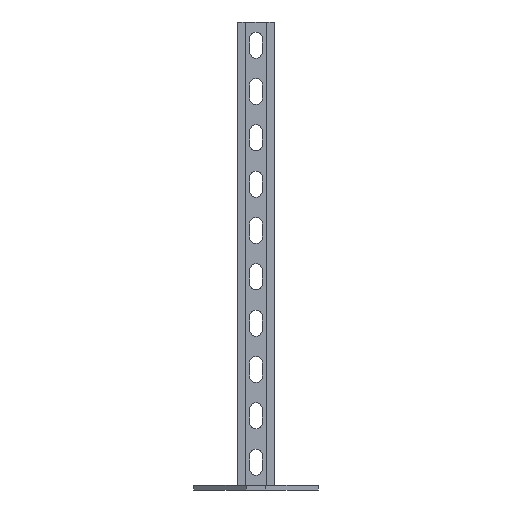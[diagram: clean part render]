
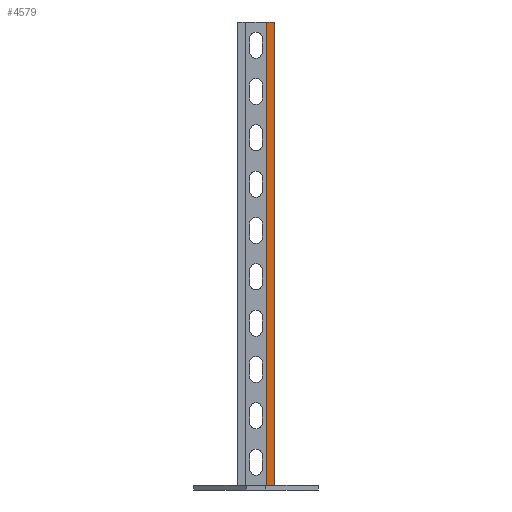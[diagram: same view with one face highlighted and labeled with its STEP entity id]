
A CAD part, front view. The second image highlights one B-rep face of the part: STEP entity #4579.
In plain terms, the highlighted face is planar.
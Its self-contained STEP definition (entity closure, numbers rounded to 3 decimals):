
#42 = EDGE_CURVE ( 'NONE', #7463, #450, #7106, .T. ) ;
#234 = ORIENTED_EDGE ( 'NONE', *, *, #6295, .F. ) ;
#255 = ORIENTED_EDGE ( 'NONE', *, *, #753, .T. ) ;
#450 = VERTEX_POINT ( 'NONE', #1916 ) ;
#639 = ORIENTED_EDGE ( 'NONE', *, *, #6293, .F. ) ;
#669 = DIRECTION ( 'NONE',  ( -1., 0., 0. ) ) ;
#753 = EDGE_CURVE ( 'NONE', #5356, #7195, #5325, .T. ) ;
#965 = DIRECTION ( 'NONE',  ( -1., 0., 0. ) ) ;
#988 = CARTESIAN_POINT ( 'NONE',  ( -20.5, 41., 0. ) ) ;
#1076 = VECTOR ( 'NONE', #4559, 1000. ) ;
#1108 = EDGE_CURVE ( 'NONE', #450, #6323, #3485, .T. ) ;
#1498 = CARTESIAN_POINT ( 'NONE',  ( -17.5, 41., 0. ) ) ;
#1792 = DIRECTION ( 'NONE',  ( 0., 0., -1. ) ) ;
#1916 = CARTESIAN_POINT ( 'NONE',  ( -11., 41., 500. ) ) ;
#1950 = CARTESIAN_POINT ( 'NONE',  ( -17.5, 41., 500. ) ) ;
#1957 = PLANE ( 'NONE',  #2979 ) ;
#2129 = VERTEX_POINT ( 'NONE', #5338 ) ;
#2137 = CARTESIAN_POINT ( 'NONE',  ( -14., 41., 500. ) ) ;
#2152 = CARTESIAN_POINT ( 'NONE',  ( -11., 41., 500. ) ) ;
#2186 = CARTESIAN_POINT ( 'NONE',  ( -11., 41., 500. ) ) ;
#2187 = VECTOR ( 'NONE', #669, 1000. ) ;
#2189 = VECTOR ( 'NONE', #965, 1000. ) ;
#2427 = EDGE_CURVE ( 'NONE', #2129, #6323, #7154, .T. ) ;
#2524 = CARTESIAN_POINT ( 'NONE',  ( -11., 41., 0. ) ) ;
#2528 = DIRECTION ( 'NONE',  ( 0., -1., 0. ) ) ;
#2590 = CARTESIAN_POINT ( 'NONE',  ( -20.5, 41., 500. ) ) ;
#2823 = DIRECTION ( 'NONE',  ( -1., 0., 0. ) ) ;
#2979 = AXIS2_PLACEMENT_3D ( 'NONE', #6118, #2528, #3794 ) ;
#3084 = VECTOR ( 'NONE', #6330, 1000. ) ;
#3327 = VERTEX_POINT ( 'NONE', #4446 ) ;
#3485 = LINE ( 'NONE', #2186, #4784 ) ;
#3705 = EDGE_CURVE ( 'NONE', #7463, #3327, #6249, .T. ) ;
#3794 = DIRECTION ( 'NONE',  ( 1., 0., 0. ) ) ;
#3901 = CARTESIAN_POINT ( 'NONE',  ( -17.5, 41., 0. ) ) ;
#4206 = CARTESIAN_POINT ( 'NONE',  ( -17.5, 41., 500. ) ) ;
#4446 = CARTESIAN_POINT ( 'NONE',  ( -17.5, 41., 500. ) ) ;
#4474 = EDGE_LOOP ( 'NONE', ( #5017, #255, #639, #234, #7358, #5112, #7019, #6390 ) ) ;
#4548 = DIRECTION ( 'NONE',  ( 1., 0., 0. ) ) ;
#4559 = DIRECTION ( 'NONE',  ( -1., 0., 0. ) ) ;
#4579 = ADVANCED_FACE ( 'NONE', ( #4856 ), #1957, .F. ) ;
#4784 = VECTOR ( 'NONE', #5757, 1000. ) ;
#4856 = FACE_OUTER_BOUND ( 'NONE', #4474, .T. ) ;
#5017 = ORIENTED_EDGE ( 'NONE', *, *, #5495, .T. ) ;
#5066 = LINE ( 'NONE', #6377, #5812 ) ;
#5112 = ORIENTED_EDGE ( 'NONE', *, *, #42, .T. ) ;
#5248 = VECTOR ( 'NONE', #4548, 1000. ) ;
#5325 = LINE ( 'NONE', #988, #2189 ) ;
#5338 = CARTESIAN_POINT ( 'NONE',  ( -14., 41., 0. ) ) ;
#5356 = VERTEX_POINT ( 'NONE', #1498 ) ;
#5495 = EDGE_CURVE ( 'NONE', #2129, #5356, #5066, .T. ) ;
#5757 = DIRECTION ( 'NONE',  ( 0., 0., -1. ) ) ;
#5812 = VECTOR ( 'NONE', #2823, 1000. ) ;
#5887 = VERTEX_POINT ( 'NONE', #2590 ) ;
#5992 = CARTESIAN_POINT ( 'NONE',  ( -20.5, 41., 500. ) ) ;
#6118 = CARTESIAN_POINT ( 'NONE',  ( -17.5, 41., 500. ) ) ;
#6153 = LINE ( 'NONE', #5992, #6718 ) ;
#6249 = LINE ( 'NONE', #1950, #1076 ) ;
#6293 = EDGE_CURVE ( 'NONE', #5887, #7195, #6153, .T. ) ;
#6295 = EDGE_CURVE ( 'NONE', #3327, #5887, #6995, .T. ) ;
#6323 = VERTEX_POINT ( 'NONE', #2524 ) ;
#6330 = DIRECTION ( 'NONE',  ( 1., 0., 0. ) ) ;
#6377 = CARTESIAN_POINT ( 'NONE',  ( -17.5, 41., 0. ) ) ;
#6390 = ORIENTED_EDGE ( 'NONE', *, *, #2427, .F. ) ;
#6718 = VECTOR ( 'NONE', #1792, 1000. ) ;
#6995 = LINE ( 'NONE', #4206, #2187 ) ;
#7019 = ORIENTED_EDGE ( 'NONE', *, *, #1108, .T. ) ;
#7106 = LINE ( 'NONE', #2152, #5248 ) ;
#7154 = LINE ( 'NONE', #3901, #3084 ) ;
#7195 = VERTEX_POINT ( 'NONE', #7377 ) ;
#7358 = ORIENTED_EDGE ( 'NONE', *, *, #3705, .F. ) ;
#7377 = CARTESIAN_POINT ( 'NONE',  ( -20.5, 41., 0. ) ) ;
#7463 = VERTEX_POINT ( 'NONE', #2137 ) ;
